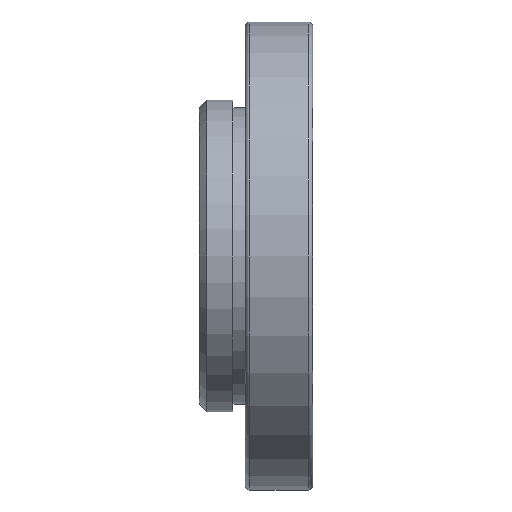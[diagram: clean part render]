
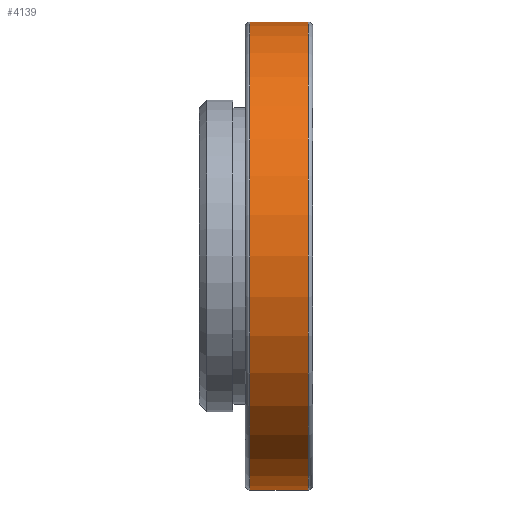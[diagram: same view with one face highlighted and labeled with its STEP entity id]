
A CAD part, front view. The second image highlights one B-rep face of the part: STEP entity #4139.
In plain terms, the highlighted cylindrical face has radius 15.25 mm (diameter 30.5 mm), a partial arc.
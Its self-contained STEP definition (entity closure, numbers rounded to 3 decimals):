
#1034 = VERTEX_POINT ( 'NONE', #3115 ) ;
#1078 = CARTESIAN_POINT ( 'NONE',  ( -0.3, 0., -15.25 ) ) ;
#1141 = CARTESIAN_POINT ( 'NONE',  ( 0., 0., 15.25 ) ) ;
#1405 = DIRECTION ( 'NONE',  ( 1., 0., 0. ) ) ;
#1693 = DIRECTION ( 'NONE',  ( 1., 0., 0. ) ) ;
#1722 = DIRECTION ( 'NONE',  ( 0., 0., -1. ) ) ;
#2217 = CARTESIAN_POINT ( 'NONE',  ( -4.1, 0., 15.25 ) ) ;
#2225 = EDGE_CURVE ( 'NONE', #2759, #10697, #2479, .T. ) ;
#2450 = CARTESIAN_POINT ( 'NONE',  ( 0., 0., 0. ) ) ;
#2479 = CIRCLE ( 'NONE', #10235, 15.25 ) ;
#2496 = CARTESIAN_POINT ( 'NONE',  ( -4.1, 0., 0. ) ) ;
#2607 = LINE ( 'NONE', #6318, #4563 ) ;
#2627 = FACE_OUTER_BOUND ( 'NONE', #8761, .T. ) ;
#2691 = DIRECTION ( 'NONE',  ( -1., 0., 0. ) ) ;
#2759 = VERTEX_POINT ( 'NONE', #1078 ) ;
#2806 = CARTESIAN_POINT ( 'NONE',  ( -0.3, 0., 15.25 ) ) ;
#2831 = ORIENTED_EDGE ( 'NONE', *, *, #10994, .T. ) ;
#3115 = CARTESIAN_POINT ( 'NONE',  ( -4.1, 0., -15.25 ) ) ;
#3420 = DIRECTION ( 'NONE',  ( 0., 0., -1. ) ) ;
#3949 = CIRCLE ( 'NONE', #6492, 15.25 ) ;
#4139 = ADVANCED_FACE ( 'NONE', ( #2627 ), #8878, .T. ) ;
#4563 = VECTOR ( 'NONE', #1693, 1000. ) ;
#5037 = LINE ( 'NONE', #1141, #7193 ) ;
#5101 = DIRECTION ( 'NONE',  ( 1., 0., 0. ) ) ;
#5489 = EDGE_CURVE ( 'NONE', #8265, #1034, #3949, .T. ) ;
#5601 = AXIS2_PLACEMENT_3D ( 'NONE', #2450, #1405, #3420 ) ;
#6204 = DIRECTION ( 'NONE',  ( 1., 0., 0. ) ) ;
#6318 = CARTESIAN_POINT ( 'NONE',  ( 0., 0., -15.25 ) ) ;
#6492 = AXIS2_PLACEMENT_3D ( 'NONE', #2496, #6204, #7116 ) ;
#7116 = DIRECTION ( 'NONE',  ( 0., 0., 1. ) ) ;
#7193 = VECTOR ( 'NONE', #5101, 1000. ) ;
#7399 = ORIENTED_EDGE ( 'NONE', *, *, #5489, .T. ) ;
#8265 = VERTEX_POINT ( 'NONE', #2217 ) ;
#8761 = EDGE_LOOP ( 'NONE', ( #11302, #7399, #2831, #9831 ) ) ;
#8878 = CYLINDRICAL_SURFACE ( 'NONE', #5601, 15.25 ) ;
#9831 = ORIENTED_EDGE ( 'NONE', *, *, #2225, .T. ) ;
#9902 = EDGE_CURVE ( 'NONE', #8265, #10697, #5037, .T. ) ;
#10219 = CARTESIAN_POINT ( 'NONE',  ( -0.3, 0., 0. ) ) ;
#10235 = AXIS2_PLACEMENT_3D ( 'NONE', #10219, #2691, #1722 ) ;
#10697 = VERTEX_POINT ( 'NONE', #2806 ) ;
#10994 = EDGE_CURVE ( 'NONE', #1034, #2759, #2607, .T. ) ;
#11302 = ORIENTED_EDGE ( 'NONE', *, *, #9902, .F. ) ;
